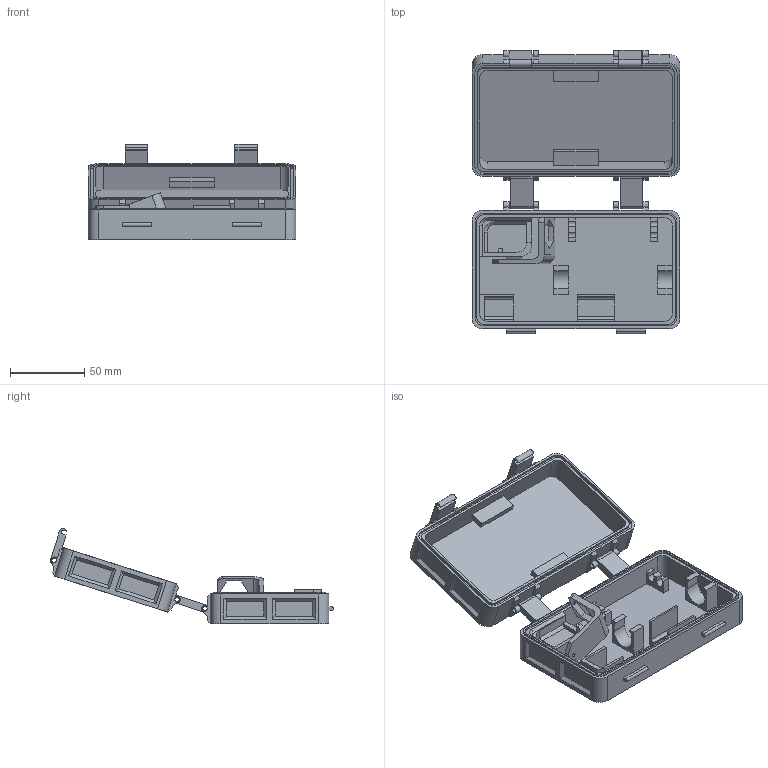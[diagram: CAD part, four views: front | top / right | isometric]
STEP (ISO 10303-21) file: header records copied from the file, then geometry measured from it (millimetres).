
FILE_DESCRIPTION(/* description */ ('STEP AP242','CAx-IF Rec.Pracs.---Representation and Presentation of Product Manufacturing Information (PMI)---4.0---2014-10-13','CAx-IF Rec.Pracs.---3D Tessellated Geometry---0.4---2014-09-14','2;1'),/* implementation_level */ '2;1');
FILE_NAME(/* name */ '669adb7366460220ce7ddcf4',/* time_stamp */ '2024-07-19T21:32:36Z',/* author */ (''),/* organization */ (''),/* preprocessor_version */ 'ST-DEVELOPER v20',/* originating_system */ ' ',/* authorisation */ ' ');
FILE_SCHEMA (('AP242_MANAGED_MODEL_BASED_3D_ENGINEERING_MIM_LF { 1 0 10303 442 1 1 4 }'));
Length unit declared in the file: metre
Products named in the file (10): Assembly 1; Base; Hinge; holder roll; Stand; holder-tip; Part 1; Clip; Holder-back; Holder-front
Assembly tree (13 placements, depth 2):
  Assembly 1
    Base
    Hinge  x2
    holder roll  x2
    Stand
    holder-tip  x2
    Part 1
    Clip  x2
    Holder-back
    Holder-front
Bounding box: 140 x 191.12 x 64.27 mm (x, y, z)
Volume: 164236.7 mm3; surface area: 100211.2 mm2
Topology: 13 solids, 13 shells, 422 faces, 1083 edges, 704 vertices
Faces by surface type: plane 327, cylinder 93, cone 2
Full cylindrical faces by diameter (mm): 2.5 x1, 2.8 x1, 3 x18
Entity records: 11481 total; most frequent: CARTESIAN_POINT 1954, ORIENTED_EDGE 1888, DIRECTION 1888, EDGE_CURVE 944, LINE 776, VECTOR 776, VERTEX_POINT 622, AXIS2_PLACEMENT_3D 556
